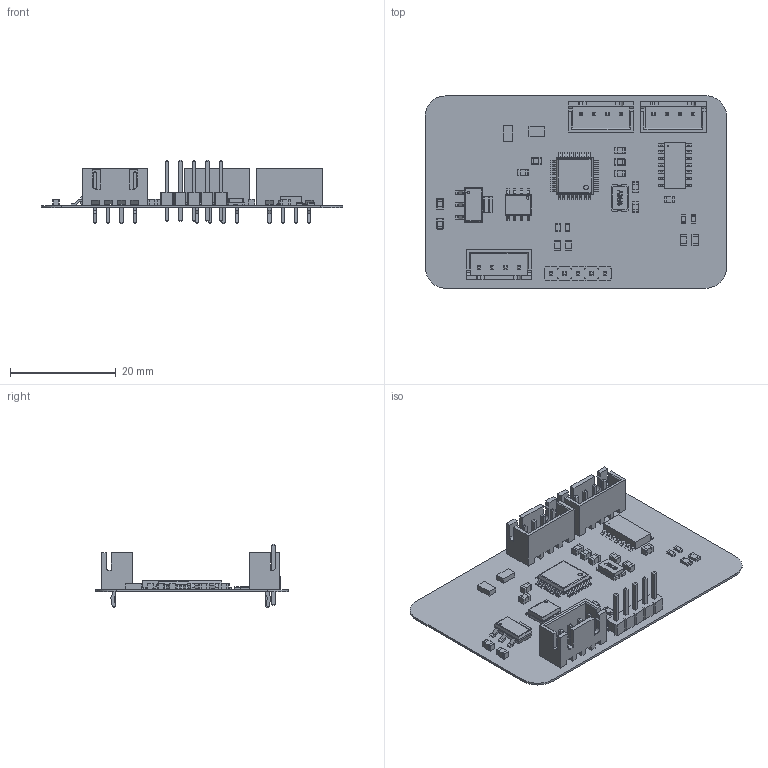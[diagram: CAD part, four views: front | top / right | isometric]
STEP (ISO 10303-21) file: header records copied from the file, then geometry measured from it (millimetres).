
FILE_DESCRIPTION(('Open CASCADE Model'),'2;1');
FILE_NAME('Open CASCADE Shape Model','2021-04-14T20:16:32',('Author'),( 'Open CASCADE'),'Open CASCADE STEP processor 6.8','Open CASCADE 6.8' ,'Unknown');
FILE_SCHEMA(('AUTOMOTIVE_DESIGN { 1 0 10303 214 1 1 1 1 }'));
Length unit declared in the file: millimetre
Products named in the file (89): PCB; Board; Open CASCADE STEP translator 6.8 5.1.1; J4; JST_XH_B4B-XH-A_1x04_P2.50mm_Vertical; J3; Y1; ABM3; U6; 6428745120; Extruded; U5; 5580743728; Body; PinsArrayL; FilletPinR; U4; 6311441200; U3; 5580742288; PinsArrayLR; U2; 5580736928; PinsArrayTB; U1; M14A; 6311438560; R4; 5580750528; Mid_Body; Terminal; Open_CASCADE_STEP_translator_6.8_16.2.1; Mark; R3; R2; R1; J2; 61300511121_Download_STP_61300511121_rev1; 6130xx11121_PIN; 61300511121 ...
Assembly tree (108 placements, depth 5):
  PCB
    Board
      Open CASCADE STEP translator 6.8 5.1.1
    J4
      JST_XH_B4B-XH-A_1x04_P2.50mm_Vertical
    J3
      JST_XH_B4B-XH-A_1x04_P2.50mm_Vertical
    Y1
      ABM3
    U6
      6428745120
        Extruded
    U5
      5580743728
        Body
        PinsArrayL
        FilletPinR
    U4
      6311441200
        Extruded
    U3
      5580742288
        Body
        PinsArrayLR
    U2
      5580736928
        Body
        PinsArrayLR
        PinsArrayTB
    U1
      M14A
      6311438560
        Extruded
    R4
      5580750528
        Mid_Body
        Terminal  x2
          Open_CASCADE_STEP_translator_6.8_16.2.1
        Mark
    R3
      5580750528
        Mid_Body
        Terminal  x2
          Open_CASCADE_STEP_translator_6.8_16.2.1
        Mark
    R2
      5580750528
        Mid_Body
        Terminal  x2
          Open_CASCADE_STEP_translator_6.8_16.2.1
        Mark
    R1
      5580750528
        Mid_Body
        Terminal  x2
          Open_CASCADE_STEP_translator_6.8_16.2.1
        Mark
    J2
      61300511121_Download_STP_61300511121_rev1
        6130xx11121_PIN  x5
Bounding box: 56.92 x 36.36 x 11.94 mm (x, y, z)
Volume: 1940.8 mm3; surface area: 7286.2 mm2
Topology: 139 solids, 139 shells, 2277 faces, 5566 edges, 3522 vertices
Faces by surface type: plane 1732, cylinder 437, sphere 80, bspline 28
Full cylindrical faces by diameter (mm): 0.201 x1, 0.438 x1, 0.487 x1, 0.875 x1
Entity records: 50203 total; most frequent: CARTESIAN_POINT 9015, DIRECTION 7185, ORIENTED_EDGE 7168, EDGE_CURVE 3584, LINE 2933, VECTOR 2933, VERTEX_POINT 2330, AXIS2_PLACEMENT_3D 2126
